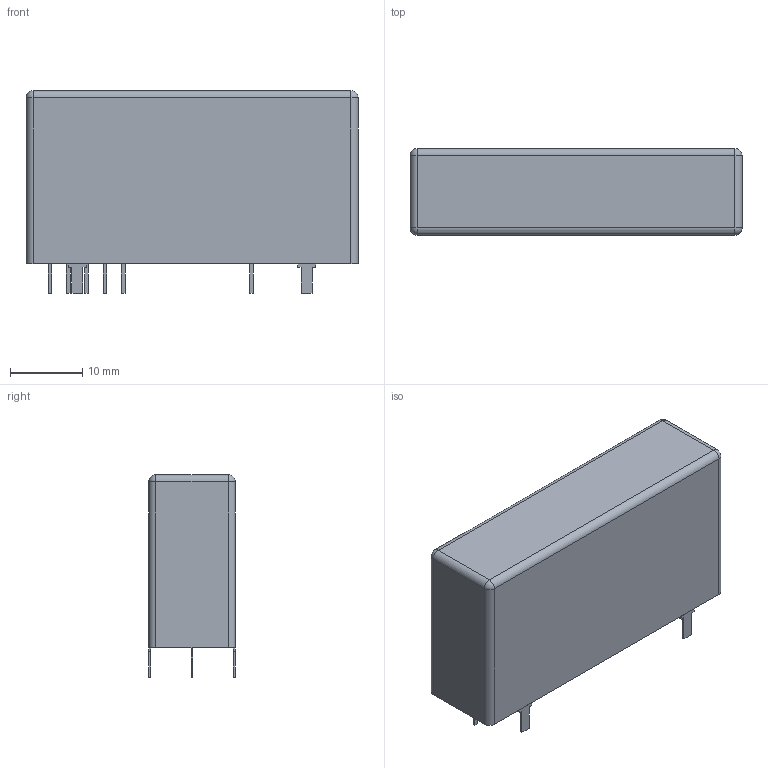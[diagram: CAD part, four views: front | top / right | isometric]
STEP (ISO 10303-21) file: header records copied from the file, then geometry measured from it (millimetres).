
FILE_DESCRIPTION((''),'2;1');
FILE_NAME('DCDC_HAMAMATSU_C4900.stp','2013-10-30T13:45:28',(''),(''),'Mechanical Desktop 2011','Mechanical Desktop 2011',', , ');
FILE_SCHEMA(('AUTOMOTIVE_DESIGN { 1 2 10303 214 1 1 1 1 }'));
Length unit declared in the file: millimetre
Products named in the file (1): Product
Bounding box: 46 x 12 x 28.1 mm (x, y, z)
Volume: 13214.2 mm3; surface area: 3903 mm2
Topology: 11 solids, 11 shells, 94 faces, 208 edges, 132 vertices
Faces by surface type: plane 76, cylinder 8, bspline 6, sphere 4
Entity records: 2550 total; most frequent: CARTESIAN_POINT 449, ORIENTED_EDGE 408, DIRECTION 398, EDGE_CURVE 204, VECTOR 188, LINE 188, VERTEX_POINT 132, AXIS2_PLACEMENT_3D 105
